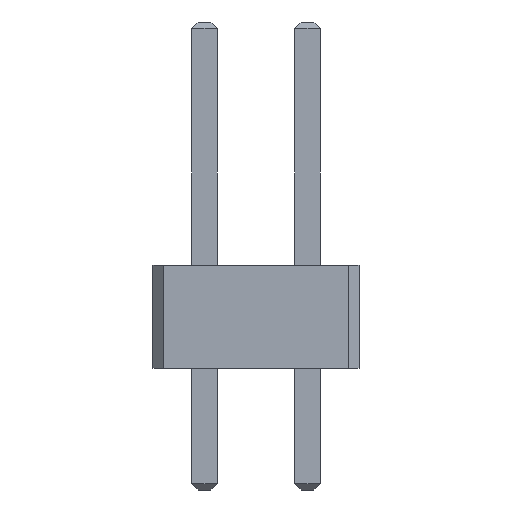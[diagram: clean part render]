
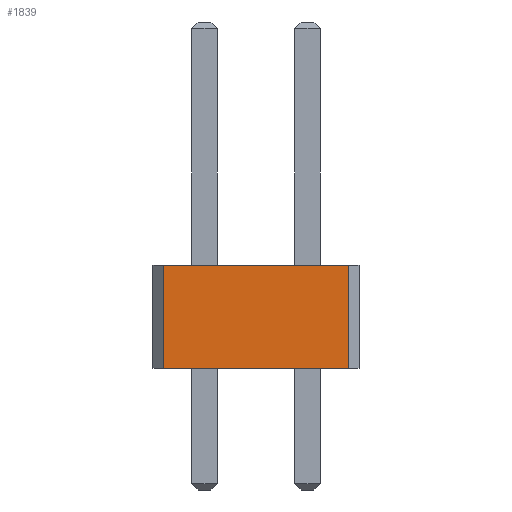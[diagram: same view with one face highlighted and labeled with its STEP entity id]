
A CAD part, front view. The second image highlights one B-rep face of the part: STEP entity #1839.
In plain terms, the highlighted planar face has unit normal (0, -1, 0).
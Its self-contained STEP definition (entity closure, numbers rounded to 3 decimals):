
#149=FACE_OUTER_BOUND('',#263,.T.);
#263=EDGE_LOOP('',(#1413,#1414,#1415,#1416));
#380=LINE('',#2569,#624);
#411=LINE('',#2631,#655);
#450=LINE('',#2708,#694);
#452=LINE('',#2712,#696);
#624=VECTOR('',#2098,1.);
#655=VECTOR('',#2131,1.);
#694=VECTOR('',#2198,1.);
#696=VECTOR('',#2204,1.);
#857=VERTEX_POINT('',#2566);
#858=VERTEX_POINT('',#2568);
#887=VERTEX_POINT('',#2628);
#888=VERTEX_POINT('',#2630);
#1020=EDGE_CURVE('',#858,#857,#380,.T.);
#1051=EDGE_CURVE('',#887,#888,#411,.T.);
#1090=EDGE_CURVE('',#858,#887,#450,.T.);
#1092=EDGE_CURVE('',#857,#888,#452,.T.);
#1413=ORIENTED_EDGE('',*,*,#1090,.F.);
#1414=ORIENTED_EDGE('',*,*,#1020,.T.);
#1415=ORIENTED_EDGE('',*,*,#1092,.T.);
#1416=ORIENTED_EDGE('',*,*,#1051,.F.);
#1737=PLANE('',#1955);
#1839=ADVANCED_FACE('',(#149),#1737,.F.);
#1955=AXIS2_PLACEMENT_3D('',#2711,#2202,#2203);
#2098=DIRECTION('',(1.,0.,0.));
#2131=DIRECTION('',(1.,0.,0.));
#2198=DIRECTION('',(0.,0.,1.));
#2202=DIRECTION('center_axis',(0.,1.,0.));
#2203=DIRECTION('ref_axis',(1.,0.,0.));
#2204=DIRECTION('',(0.,0.,1.));
#2566=CARTESIAN_POINT('',(3.556,-6.35,0.));
#2568=CARTESIAN_POINT('',(-1.016,-6.35,0.));
#2569=CARTESIAN_POINT('',(-1.016,-6.35,0.));
#2628=CARTESIAN_POINT('',(-1.016,-6.35,2.54));
#2630=CARTESIAN_POINT('',(3.556,-6.35,2.54));
#2631=CARTESIAN_POINT('',(-1.016,-6.35,2.54));
#2708=CARTESIAN_POINT('',(-1.016,-6.35,0.));
#2711=CARTESIAN_POINT('Origin',(-1.016,-6.35,0.));
#2712=CARTESIAN_POINT('',(3.556,-6.35,0.));
